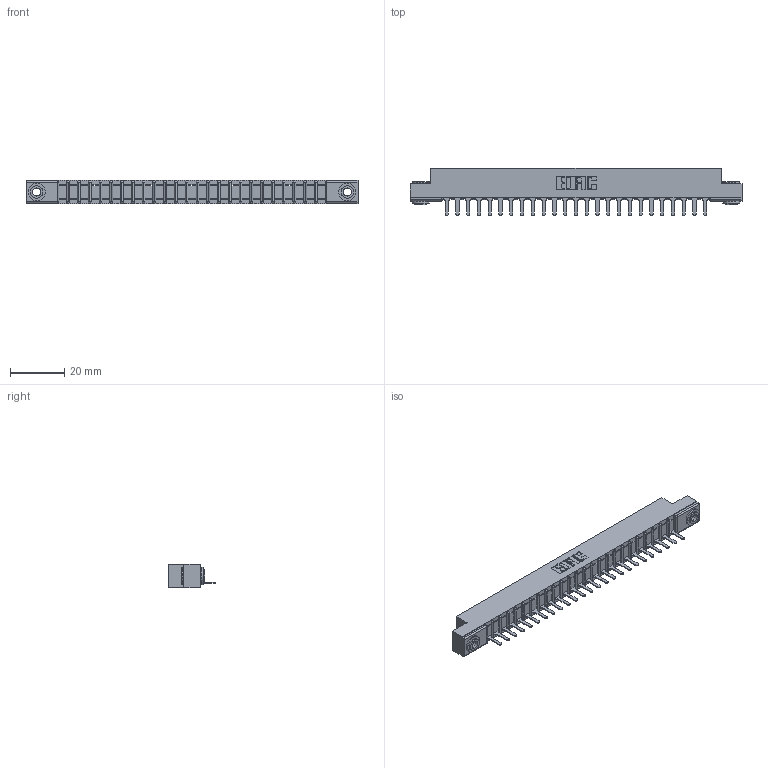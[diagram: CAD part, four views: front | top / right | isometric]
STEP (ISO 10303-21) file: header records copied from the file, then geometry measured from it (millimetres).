
FILE_DESCRIPTION (( 'STEP AP203' ), '1' );
FILE_NAME ('307-025-425-103.STEP', '2020-09-27T12:19:10', ( '' ), ( '' ), 'SwSTEP 2.0', 'SolidWorks 2020', '' );
FILE_SCHEMA (( 'CONFIG_CONTROL_DESIGN' ));
Length unit declared in the file: inch
Products named in the file (4): 307 Part_.156 Dia Mounting Holes; 345-250-002_345-250-002-102; 307-290-001_525; 307-025-425-103
Assembly tree (28 placements, depth 2):
  307-025-425-103
    307 Part_.156 Dia Mounting Holes
    307-290-001_525  x25
    345-250-002_345-250-002-102  x2
Bounding box: 122.07 x 17.42 x 8.71 mm (x, y, z)
Volume: 7681.6 mm3; surface area: 12135.8 mm2
Topology: 28 solids, 28 shells, 1596 faces, 4485 edges, 2882 vertices
Faces by surface type: plane 1019, cylinder 517, sphere 52, cone 8
Entity records: 24561 total; most frequent: CARTESIAN_POINT 4109, ORIENTED_EDGE 4086, DIRECTION 4021, EDGE_CURVE 2043, LINE 1553, VECTOR 1553, VERTEX_POINT 1322, AXIS2_PLACEMENT_3D 1234
